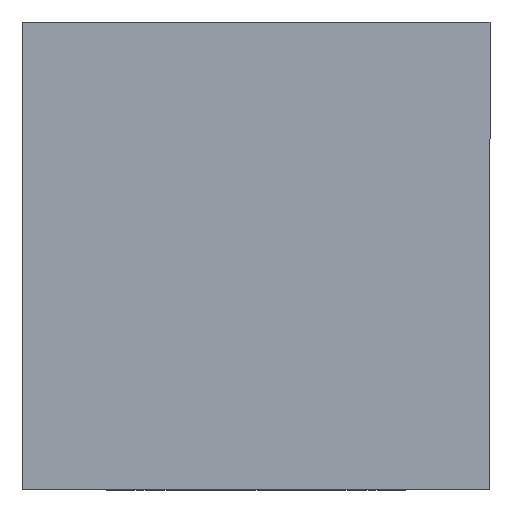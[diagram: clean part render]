
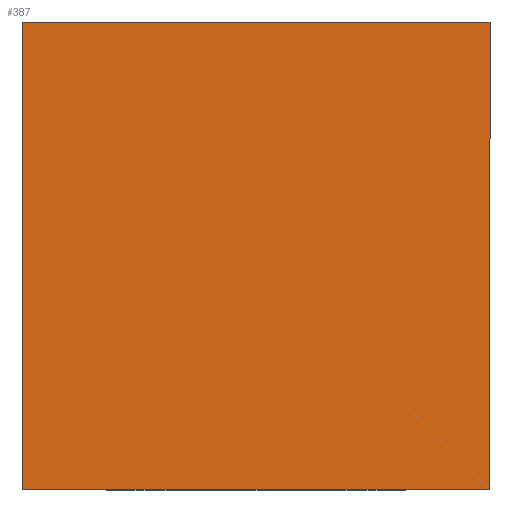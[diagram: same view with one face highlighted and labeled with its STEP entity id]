
A CAD part, front view. The second image highlights one B-rep face of the part: STEP entity #387.
In plain terms, the highlighted planar face has unit normal (0, -1, 0).
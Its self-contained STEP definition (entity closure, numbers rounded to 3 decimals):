
#29 = LINE ( 'NONE', #931, #198 ) ;
#82 = VECTOR ( 'NONE', #484, 1000. ) ;
#108 = CARTESIAN_POINT ( 'NONE',  ( 0., 0., 12.5 ) ) ;
#112 = EDGE_CURVE ( 'NONE', #441, #555, #29, .T. ) ;
#163 = DIRECTION ( 'NONE',  ( 0., 0., 1. ) ) ;
#174 = EDGE_LOOP ( 'NONE', ( #674, #668, #336, #902 ) ) ;
#198 = VECTOR ( 'NONE', #499, 1000. ) ;
#216 = CARTESIAN_POINT ( 'NONE',  ( 12.5, 0., 0. ) ) ;
#277 = VECTOR ( 'NONE', #516, 1000. ) ;
#336 = ORIENTED_EDGE ( 'NONE', *, *, #745, .F. ) ;
#341 = EDGE_CURVE ( 'NONE', #555, #819, #669, .T. ) ;
#352 = CARTESIAN_POINT ( 'NONE',  ( 12.5, 0., -12.5 ) ) ;
#387 = ADVANCED_FACE ( 'NONE', ( #919 ), #399, .F. ) ;
#388 = CARTESIAN_POINT ( 'NONE',  ( -12.5, 0., -12.5 ) ) ;
#399 = PLANE ( 'NONE',  #938 ) ;
#409 = CARTESIAN_POINT ( 'NONE',  ( 12.5, 0., 12.5 ) ) ;
#441 = VERTEX_POINT ( 'NONE', #388 ) ;
#464 = EDGE_CURVE ( 'NONE', #691, #819, #680, .T. ) ;
#484 = DIRECTION ( 'NONE',  ( 0., 0., 1. ) ) ;
#499 = DIRECTION ( 'NONE',  ( 1., 0., 0. ) ) ;
#516 = DIRECTION ( 'NONE',  ( 0., 0., 1. ) ) ;
#548 = CARTESIAN_POINT ( 'NONE',  ( -12.5, 0., 0. ) ) ;
#555 = VERTEX_POINT ( 'NONE', #352 ) ;
#620 = DIRECTION ( 'NONE',  ( 1., 0., 0. ) ) ;
#655 = VECTOR ( 'NONE', #620, 1000. ) ;
#668 = ORIENTED_EDGE ( 'NONE', *, *, #464, .F. ) ;
#669 = LINE ( 'NONE', #216, #277 ) ;
#674 = ORIENTED_EDGE ( 'NONE', *, *, #341, .T. ) ;
#680 = LINE ( 'NONE', #108, #655 ) ;
#690 = CARTESIAN_POINT ( 'NONE',  ( 0., 0., 0. ) ) ;
#691 = VERTEX_POINT ( 'NONE', #949 ) ;
#745 = EDGE_CURVE ( 'NONE', #441, #691, #787, .T. ) ;
#787 = LINE ( 'NONE', #548, #82 ) ;
#819 = VERTEX_POINT ( 'NONE', #409 ) ;
#902 = ORIENTED_EDGE ( 'NONE', *, *, #112, .T. ) ;
#912 = DIRECTION ( 'NONE',  ( 0., 1., 0. ) ) ;
#919 = FACE_OUTER_BOUND ( 'NONE', #174, .T. ) ;
#931 = CARTESIAN_POINT ( 'NONE',  ( 0., 0., -12.5 ) ) ;
#938 = AXIS2_PLACEMENT_3D ( 'NONE', #690, #912, #163 ) ;
#949 = CARTESIAN_POINT ( 'NONE',  ( -12.5, 0., 12.5 ) ) ;
